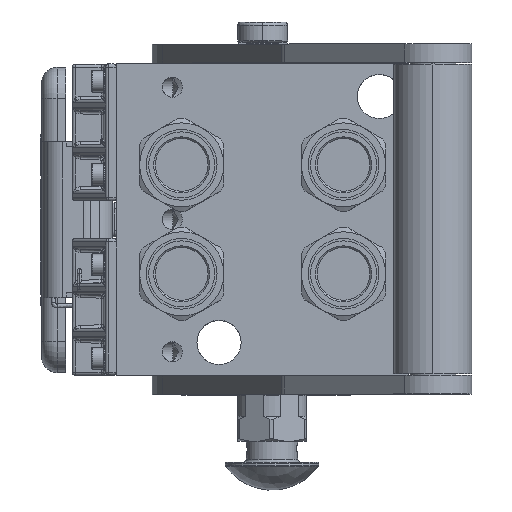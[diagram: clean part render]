
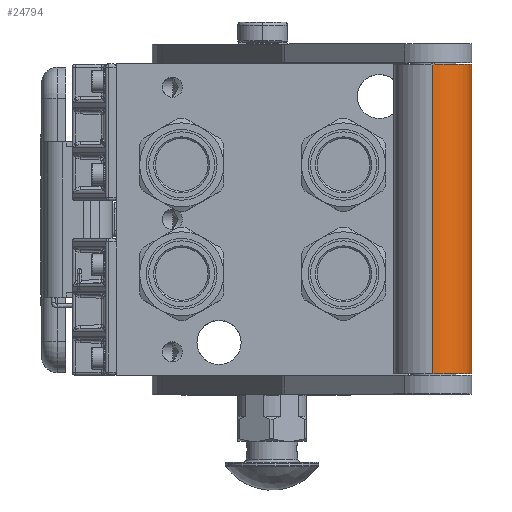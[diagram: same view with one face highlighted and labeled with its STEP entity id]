
A CAD part, top view. The second image highlights one B-rep face of the part: STEP entity #24794.
In plain terms, the highlighted cylindrical face has radius 12.5 mm (diameter 25 mm), a partial arc.
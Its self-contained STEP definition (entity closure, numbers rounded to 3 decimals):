
#1748 = VECTOR ( 'NONE', #74629, 1000. ) ;
#2863 = FACE_OUTER_BOUND ( 'NONE', #57088, .T. ) ;
#5350 = ORIENTED_EDGE ( 'NONE', *, *, #17167, .F. ) ;
#7677 = EDGE_CURVE ( 'NONE', #33887, #9052, #41696, .T. ) ;
#8713 = VERTEX_POINT ( 'NONE', #10878 ) ;
#9052 = VERTEX_POINT ( 'NONE', #15181 ) ;
#10878 = CARTESIAN_POINT ( 'NONE',  ( 4.5, 0., -12.5 ) ) ;
#15181 = CARTESIAN_POINT ( 'NONE',  ( 4.5, 0., 12.5 ) ) ;
#17167 = EDGE_CURVE ( 'NONE', #74736, #33887, #122194, .T. ) ;
#21437 = DIRECTION ( 'NONE',  ( 1., 0., 0. ) ) ;
#22608 = DIRECTION ( 'NONE',  ( -1., 0., 0. ) ) ;
#23348 = ORIENTED_EDGE ( 'NONE', *, *, #42095, .T. ) ;
#24794 = ADVANCED_FACE ( 'NONE', ( #2863 ), #48557, .T. ) ;
#28653 = CARTESIAN_POINT ( 'NONE',  ( 104., 0., -12.5 ) ) ;
#33887 = VERTEX_POINT ( 'NONE', #43499 ) ;
#33952 = AXIS2_PLACEMENT_3D ( 'NONE', #117780, #22608, #127403 ) ;
#41696 = LINE ( 'NONE', #78287, #121555 ) ;
#42095 = EDGE_CURVE ( 'NONE', #8713, #9052, #113064, .T. ) ;
#43499 = CARTESIAN_POINT ( 'NONE',  ( 104., 0., 12.5 ) ) ;
#45756 = DIRECTION ( 'NONE',  ( 0., 0., -1. ) ) ;
#48557 = CYLINDRICAL_SURFACE ( 'NONE', #33952, 12.5 ) ;
#53712 = CARTESIAN_POINT ( 'NONE',  ( 4.5, 0., 0. ) ) ;
#54566 = CARTESIAN_POINT ( 'NONE',  ( 104., 0., -12.5 ) ) ;
#57088 = EDGE_LOOP ( 'NONE', ( #23348, #114221, #5350, #122179 ) ) ;
#65827 = CARTESIAN_POINT ( 'NONE',  ( 104., 0., 0. ) ) ;
#66464 = AXIS2_PLACEMENT_3D ( 'NONE', #65827, #97239, #45756 ) ;
#71372 = DIRECTION ( 'NONE',  ( -1., 0., 0. ) ) ;
#74629 = DIRECTION ( 'NONE',  ( -1., 0., 0. ) ) ;
#74736 = VERTEX_POINT ( 'NONE', #28653 ) ;
#75193 = LINE ( 'NONE', #54566, #1748 ) ;
#78287 = CARTESIAN_POINT ( 'NONE',  ( 104., 0., 12.5 ) ) ;
#82857 = EDGE_CURVE ( 'NONE', #74736, #8713, #75193, .T. ) ;
#97239 = DIRECTION ( 'NONE',  ( 1., 0., 0. ) ) ;
#113064 = CIRCLE ( 'NONE', #117367, 12.5 ) ;
#114221 = ORIENTED_EDGE ( 'NONE', *, *, #7677, .F. ) ;
#116598 = DIRECTION ( 'NONE',  ( 0., 0., -1. ) ) ;
#117367 = AXIS2_PLACEMENT_3D ( 'NONE', #53712, #21437, #116598 ) ;
#117780 = CARTESIAN_POINT ( 'NONE',  ( -5.425, 0., 0. ) ) ;
#121555 = VECTOR ( 'NONE', #71372, 1000. ) ;
#122179 = ORIENTED_EDGE ( 'NONE', *, *, #82857, .T. ) ;
#122194 = CIRCLE ( 'NONE', #66464, 12.5 ) ;
#127403 = DIRECTION ( 'NONE',  ( 0., 0., 1. ) ) ;
